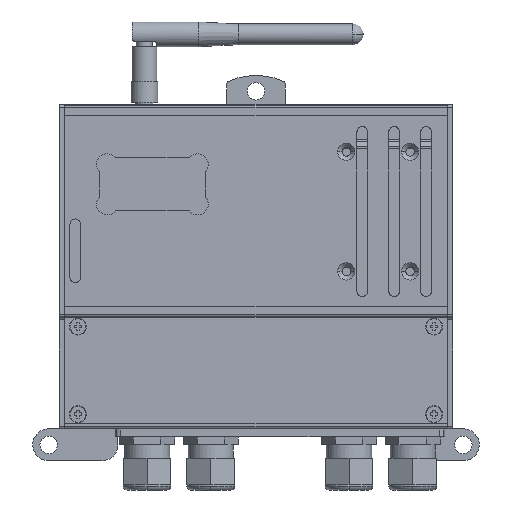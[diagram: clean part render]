
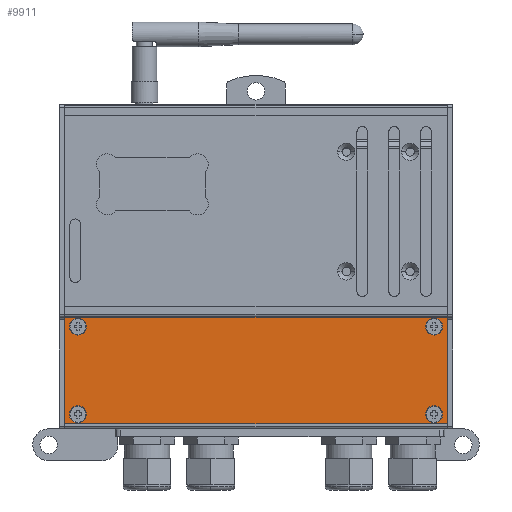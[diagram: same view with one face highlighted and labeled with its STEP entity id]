
A CAD part, front view. The second image highlights one B-rep face of the part: STEP entity #9911.
In plain terms, the highlighted face is planar.
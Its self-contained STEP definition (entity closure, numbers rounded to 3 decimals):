
#12 = EDGE_CURVE ( 'NONE', #3575, #12734, #2574, .T. ) ;
#14 = AXIS2_PLACEMENT_3D ( 'NONE', #12924, #11380, #12852 ) ;
#228 = DIRECTION ( 'NONE',  ( 0., 0., 1. ) ) ;
#505 = EDGE_CURVE ( 'NONE', #1290, #10039, #2556, .T. ) ;
#581 = ORIENTED_EDGE ( 'NONE', *, *, #505, .T. ) ;
#602 = VERTEX_POINT ( 'NONE', #14885 ) ;
#629 = CARTESIAN_POINT ( 'NONE',  ( 31., 1., -15. ) ) ;
#755 = CARTESIAN_POINT ( 'NONE',  ( 31., 1., -15. ) ) ;
#784 = DIRECTION ( 'NONE',  ( 0., -1., 0. ) ) ;
#899 = AXIS2_PLACEMENT_3D ( 'NONE', #17578, #784, #6940 ) ;
#932 = CARTESIAN_POINT ( 'NONE',  ( -108., 1., -11.5 ) ) ;
#1290 = VERTEX_POINT ( 'NONE', #2851 ) ;
#1397 = VERTEX_POINT ( 'NONE', #18485 ) ;
#1539 = CARTESIAN_POINT ( 'NONE',  ( 31., 1., 25. ) ) ;
#1543 = DIRECTION ( 'NONE',  ( -1., 0., 0. ) ) ;
#2297 = CARTESIAN_POINT ( 'NONE',  ( -113., 1., -15. ) ) ;
#2334 = VECTOR ( 'NONE', #1543, 1000. ) ;
#2364 = DIRECTION ( 'NONE',  ( 0., 1., 0. ) ) ;
#2556 = CIRCLE ( 'NONE', #3872, 3.2 ) ;
#2574 = CIRCLE ( 'NONE', #899, 3.2 ) ;
#2851 = CARTESIAN_POINT ( 'NONE',  ( -108., 1., -14.7 ) ) ;
#3049 = EDGE_CURVE ( 'NONE', #602, #13393, #13593, .T. ) ;
#3193 = EDGE_CURVE ( 'NONE', #12353, #1397, #18330, .T. ) ;
#3203 = ORIENTED_EDGE ( 'NONE', *, *, #7953, .T. ) ;
#3282 = LINE ( 'NONE', #18589, #2334 ) ;
#3424 = FACE_BOUND ( 'NONE', #12469, .T. ) ;
#3575 = VERTEX_POINT ( 'NONE', #11488 ) ;
#3578 = ORIENTED_EDGE ( 'NONE', *, *, #8676, .T. ) ;
#3590 = EDGE_LOOP ( 'NONE', ( #3578, #15319 ) ) ;
#3712 = DIRECTION ( 'NONE',  ( 0., 0., 1. ) ) ;
#3872 = AXIS2_PLACEMENT_3D ( 'NONE', #932, #7011, #17731 ) ;
#4842 = CARTESIAN_POINT ( 'NONE',  ( 26., 1., -11.5 ) ) ;
#5034 = DIRECTION ( 'NONE',  ( 0., 0., 1. ) ) ;
#5097 = CARTESIAN_POINT ( 'NONE',  ( -108., 1., 21.5 ) ) ;
#5122 = DIRECTION ( 'NONE',  ( 0., -1., 0. ) ) ;
#6236 = EDGE_LOOP ( 'NONE', ( #17569, #581 ) ) ;
#6373 = DIRECTION ( 'NONE',  ( 0., 0., 1. ) ) ;
#6374 = VECTOR ( 'NONE', #7168, 1000. ) ;
#6456 = DIRECTION ( 'NONE',  ( 0., -1., 0. ) ) ;
#6545 = FACE_BOUND ( 'NONE', #3590, .T. ) ;
#6560 = CARTESIAN_POINT ( 'NONE',  ( 26., 1., -8.3 ) ) ;
#6940 = DIRECTION ( 'NONE',  ( 0., 0., 1. ) ) ;
#7011 = DIRECTION ( 'NONE',  ( 0., -1., 0. ) ) ;
#7168 = DIRECTION ( 'NONE',  ( -1., 0., 0. ) ) ;
#7406 = EDGE_CURVE ( 'NONE', #10039, #1290, #12463, .T. ) ;
#7447 = ORIENTED_EDGE ( 'NONE', *, *, #12, .T. ) ;
#7709 = VERTEX_POINT ( 'NONE', #10282 ) ;
#7803 = CIRCLE ( 'NONE', #11799, 3.2 ) ;
#7953 = EDGE_CURVE ( 'NONE', #13393, #602, #7803, .T. ) ;
#8074 = AXIS2_PLACEMENT_3D ( 'NONE', #12548, #6456, #6373 ) ;
#8113 = DIRECTION ( 'NONE',  ( 0., 0., 1. ) ) ;
#8224 = ORIENTED_EDGE ( 'NONE', *, *, #3049, .T. ) ;
#8321 = EDGE_CURVE ( 'NONE', #12734, #3575, #8542, .T. ) ;
#8486 = EDGE_CURVE ( 'NONE', #7709, #1397, #14728, .T. ) ;
#8490 = EDGE_CURVE ( 'NONE', #10866, #12353, #8898, .T. ) ;
#8542 = CIRCLE ( 'NONE', #8074, 3.2 ) ;
#8635 = CARTESIAN_POINT ( 'NONE',  ( 26., 1., -11.5 ) ) ;
#8676 = EDGE_CURVE ( 'NONE', #10382, #13702, #18315, .T. ) ;
#8872 = CIRCLE ( 'NONE', #18897, 3.2 ) ;
#8898 = LINE ( 'NONE', #629, #13682 ) ;
#9845 = EDGE_LOOP ( 'NONE', ( #10587, #12286, #13865, #10944 ) ) ;
#9911 = ADVANCED_FACE ( 'NONE', ( #13516, #11102, #3424, #15423, #6545 ), #17749, .T. ) ;
#10039 = VERTEX_POINT ( 'NONE', #12008 ) ;
#10282 = CARTESIAN_POINT ( 'NONE',  ( -113., 1., -15. ) ) ;
#10382 = VERTEX_POINT ( 'NONE', #6560 ) ;
#10587 = ORIENTED_EDGE ( 'NONE', *, *, #8486, .T. ) ;
#10664 = CARTESIAN_POINT ( 'NONE',  ( 26., 1., -14.7 ) ) ;
#10866 = VERTEX_POINT ( 'NONE', #15513 ) ;
#10944 = ORIENTED_EDGE ( 'NONE', *, *, #14120, .T. ) ;
#11102 = FACE_BOUND ( 'NONE', #13186, .T. ) ;
#11340 = VECTOR ( 'NONE', #3712, 1000. ) ;
#11380 = DIRECTION ( 'NONE',  ( 0., -1., 0. ) ) ;
#11488 = CARTESIAN_POINT ( 'NONE',  ( 26., 1., 24.7 ) ) ;
#11535 = EDGE_CURVE ( 'NONE', #13702, #10382, #8872, .T. ) ;
#11539 = DIRECTION ( 'NONE',  ( 1., 0., 0. ) ) ;
#11665 = DIRECTION ( 'NONE',  ( 0., -1., 0. ) ) ;
#11799 = AXIS2_PLACEMENT_3D ( 'NONE', #5097, #12858, #5034 ) ;
#12008 = CARTESIAN_POINT ( 'NONE',  ( -108., 1., -8.3 ) ) ;
#12212 = AXIS2_PLACEMENT_3D ( 'NONE', #8635, #11665, #14903 ) ;
#12286 = ORIENTED_EDGE ( 'NONE', *, *, #3193, .F. ) ;
#12353 = VERTEX_POINT ( 'NONE', #1539 ) ;
#12463 = CIRCLE ( 'NONE', #14, 3.2 ) ;
#12469 = EDGE_LOOP ( 'NONE', ( #7447, #14768 ) ) ;
#12548 = CARTESIAN_POINT ( 'NONE',  ( 26., 1., 21.5 ) ) ;
#12734 = VERTEX_POINT ( 'NONE', #19312 ) ;
#12852 = DIRECTION ( 'NONE',  ( 0., 0., 1. ) ) ;
#12858 = DIRECTION ( 'NONE',  ( 0., -1., 0. ) ) ;
#12924 = CARTESIAN_POINT ( 'NONE',  ( -108., 1., -11.5 ) ) ;
#13171 = CARTESIAN_POINT ( 'NONE',  ( -108., 1., 18.3 ) ) ;
#13186 = EDGE_LOOP ( 'NONE', ( #8224, #3203 ) ) ;
#13393 = VERTEX_POINT ( 'NONE', #13171 ) ;
#13516 = FACE_OUTER_BOUND ( 'NONE', #9845, .T. ) ;
#13593 = CIRCLE ( 'NONE', #17122, 3.2 ) ;
#13682 = VECTOR ( 'NONE', #16031, 1000. ) ;
#13702 = VERTEX_POINT ( 'NONE', #10664 ) ;
#13865 = ORIENTED_EDGE ( 'NONE', *, *, #8490, .F. ) ;
#14120 = EDGE_CURVE ( 'NONE', #10866, #7709, #3282, .T. ) ;
#14559 = CARTESIAN_POINT ( 'NONE',  ( -108., 1., 21.5 ) ) ;
#14633 = CARTESIAN_POINT ( 'NONE',  ( 31., 1., 25. ) ) ;
#14728 = LINE ( 'NONE', #2297, #11340 ) ;
#14768 = ORIENTED_EDGE ( 'NONE', *, *, #8321, .T. ) ;
#14885 = CARTESIAN_POINT ( 'NONE',  ( -108., 1., 24.7 ) ) ;
#14903 = DIRECTION ( 'NONE',  ( 0., 0., 1. ) ) ;
#15319 = ORIENTED_EDGE ( 'NONE', *, *, #11535, .T. ) ;
#15423 = FACE_BOUND ( 'NONE', #6236, .T. ) ;
#15432 = AXIS2_PLACEMENT_3D ( 'NONE', #755, #2364, #11539 ) ;
#15513 = CARTESIAN_POINT ( 'NONE',  ( 31., 1., -15. ) ) ;
#16031 = DIRECTION ( 'NONE',  ( 0., 0., 1. ) ) ;
#17085 = DIRECTION ( 'NONE',  ( 0., -1., 0. ) ) ;
#17122 = AXIS2_PLACEMENT_3D ( 'NONE', #14559, #5122, #8113 ) ;
#17569 = ORIENTED_EDGE ( 'NONE', *, *, #7406, .T. ) ;
#17578 = CARTESIAN_POINT ( 'NONE',  ( 26., 1., 21.5 ) ) ;
#17731 = DIRECTION ( 'NONE',  ( 0., 0., 1. ) ) ;
#17749 = PLANE ( 'NONE',  #15432 ) ;
#18315 = CIRCLE ( 'NONE', #12212, 3.2 ) ;
#18330 = LINE ( 'NONE', #14633, #6374 ) ;
#18485 = CARTESIAN_POINT ( 'NONE',  ( -113., 1., 25. ) ) ;
#18589 = CARTESIAN_POINT ( 'NONE',  ( 31., 1., -15. ) ) ;
#18897 = AXIS2_PLACEMENT_3D ( 'NONE', #4842, #17085, #228 ) ;
#19312 = CARTESIAN_POINT ( 'NONE',  ( 26., 1., 18.3 ) ) ;
